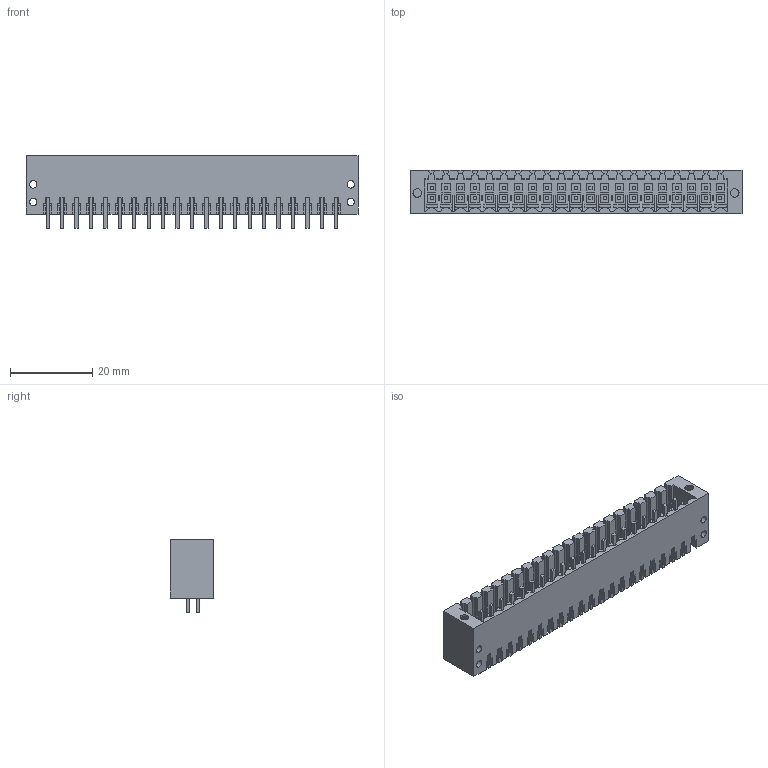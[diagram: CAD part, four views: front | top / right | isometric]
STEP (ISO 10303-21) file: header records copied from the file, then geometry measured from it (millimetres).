
FILE_DESCRIPTION(('CATIA V5 STEP Exchange','CAx-IF Rec.Pracs.--- Model Styling and Organization---1.4--- 2014-01-23'),'2;1');
FILE_NAME ('D1487457_0_2559340000_2559340000.stp','2021-05-26T13:03:26+00:00',('none'),('Weidmueller'),'CATIA Version 5-6 Release 2016 SP3 HF44','CATIA V5 STEP AP214','none');
FILE_SCHEMA(('AUTOMOTIVE_DESIGN { 1 0 10303 214 1 1 1 1 }'));
Products named in the file (1): 2559340000
Bounding box: 80.5 x 10.5 x 17.7 mm (x, y, z)
Volume: 5428 mm3; surface area: 12961.7 mm2
Topology: 43 solids, 43 shells, 1944 faces, 5350 edges, 3562 vertices
Faces by surface type: plane 1886, cylinder 58
Entity records: 58140 total; most frequent: ORIENTED_EDGE 10700, CARTESIAN_POINT 10170, DIRECTION 7488, EDGE_CURVE 5350, VECTOR 5218, LINE 5218, VERTEX_POINT 3562, EDGE_LOOP 2114
